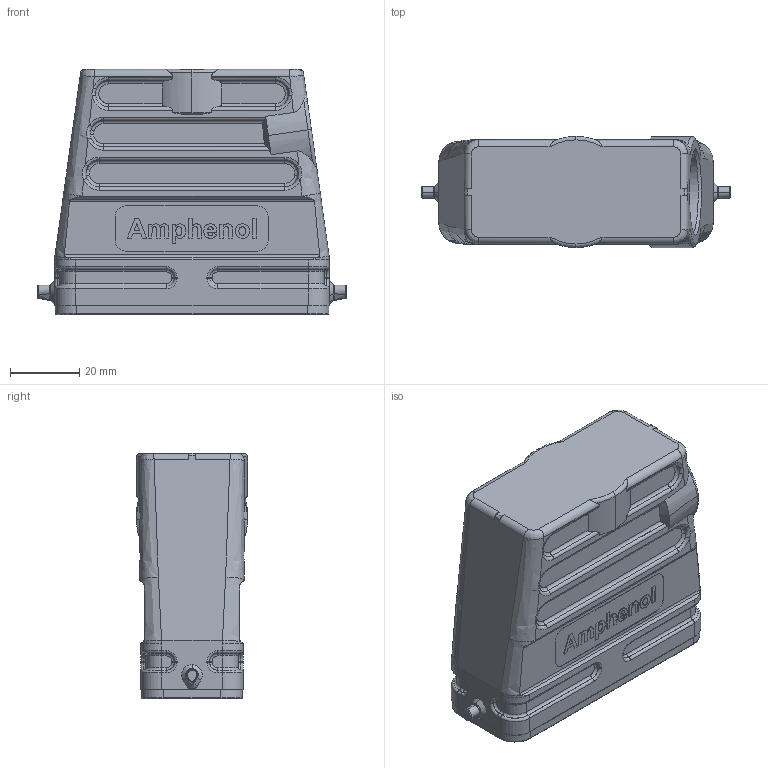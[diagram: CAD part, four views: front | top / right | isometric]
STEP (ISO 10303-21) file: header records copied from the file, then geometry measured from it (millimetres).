
FILE_DESCRIPTION(/* description */ (''),/* implementation_level */ '2;1');
FILE_NAME(/* name */ 'c146 21r025 500 2nxc001-01.stp',/* time_stamp */ '2020-02-05T09:01:44+01:00',/* author */ (''),/* organization */ (''),/* preprocessor_version */ 'ST-DEVELOPER v16.7',/* originating_system */ 'SIEMENS PLM Software NX 12.0',/* authorisation */ '');
FILE_SCHEMA (('AUTOMOTIVE_DESIGN { 1 0 10303 214 3 1 1 1 }'));
Length unit declared in the file: millimetre
Products named in the file (1): c146 21r025 500 2nxc001-01
Bounding box: 89 x 32 x 70.6 mm (x, y, z)
Volume: 40597.2 mm3; surface area: 30172.4 mm2
Topology: 1 solids, 1 shells, 662 faces, 1590 edges, 948 vertices
Faces by surface type: plane 223, cylinder 169, bspline 164, torus 48, cone 33, extrusion 25
Full cylindrical faces by diameter (mm): 2.5 x4, 3.5 x4, 23.38 x1
Entity records: 23026 total; most frequent: CARTESIAN_POINT 9403, ORIENTED_EDGE 3152, DIRECTION 2382, EDGE_CURVE 1576, VERTEX_POINT 944, AXIS2_PLACEMENT_3D 910, EDGE_LOOP 692, ADVANCED_FACE 662
